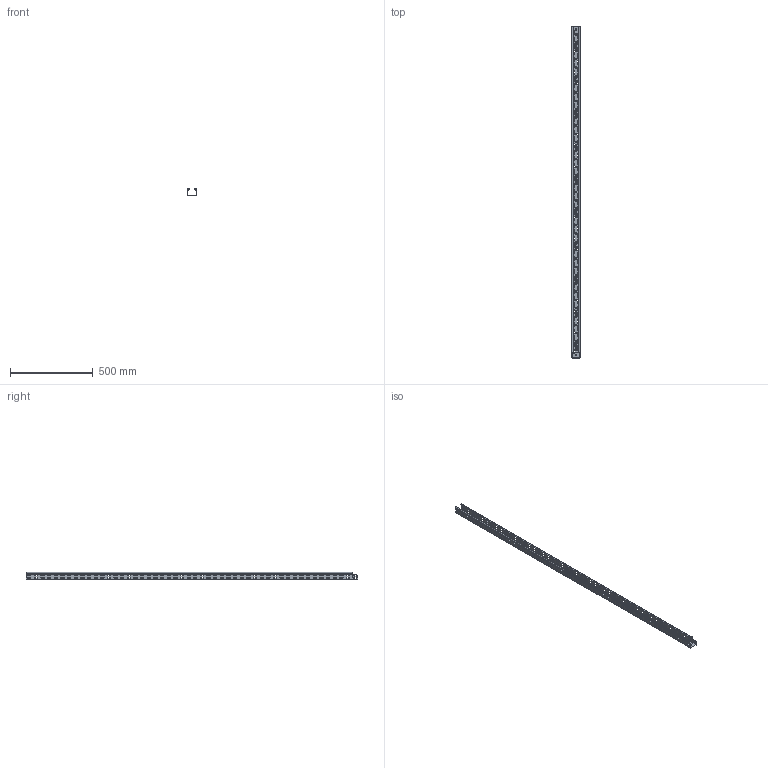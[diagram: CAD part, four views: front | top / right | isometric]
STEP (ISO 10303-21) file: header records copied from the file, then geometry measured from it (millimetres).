
FILE_DESCRIPTION(/* description */ (''),/* implementation_level */ '2;1');
FILE_NAME(/* name */ 'KGR50H42_2.stp',/* time_stamp */ '2020-03-25T07:57:21+01:00',/* author */ ('stanislaw.luczak'),/* organization */ (''),/* preprocessor_version */ 'ST-DEVELOPER v18',/* originating_system */ 'Autodesk Inventor 2020',/* authorisation */ '');
FILE_SCHEMA (('AUTOMOTIVE_DESIGN { 1 0 10303 214 3 1 1 }'));
Products named in the file (1): KGR50H42_2
Bounding box: 51 x 2000 x 42.49 mm (x, y, z)
Volume: 127267 mm3; surface area: 520233.5 mm2
Topology: 1 solids, 1 shells, 2010 faces, 5726 edges, 3782 vertices
Faces by surface type: plane 1141, cylinder 861, torus 8
Full cylindrical faces by diameter (mm): 8.5 x39
Entity records: 67013 total; most frequent: CARTESIAN_POINT 11519, DIRECTION 11474, ORIENTED_EDGE 11452, EDGE_CURVE 5726, LINE 4000, VECTOR 4000, VERTEX_POINT 3782, AXIS2_PLACEMENT_3D 3737
